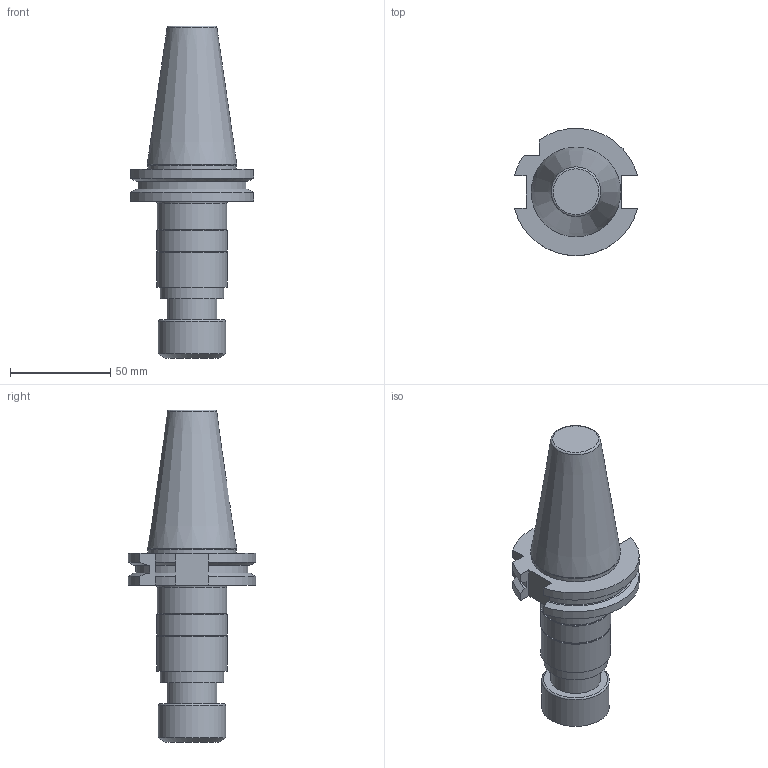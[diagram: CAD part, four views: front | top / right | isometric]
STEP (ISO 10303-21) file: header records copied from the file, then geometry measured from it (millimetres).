
FILE_DESCRIPTION(/* description */ (''),/* implementation_level */ '2;1');
FILE_NAME(/* name */ '1525686220293.stp',/* time_stamp */ '2018-05-07T11:43:56+02:00',/* author */ (''),/* organization */ ('SMS'),/* preprocessor_version */ 'ST-DEVELOPER v15',/* originating_system */ 'SIEMENS PLM Software NX 8.5',/* authorisation */ '');
FILE_SCHEMA (('AUTOMOTIVE_DESIGN { 1 0 10303 214 3 1 1 1 }'));
Length unit declared in the file: millimetre
Products named in the file (1): 201634612mod000_00
Bounding box: 61.4 x 63.49 x 165.45 mm (x, y, z)
Volume: 180425.3 mm3; surface area: 25871 mm2
Topology: 1 solids, 1 shells, 55 faces, 129 edges, 87 vertices
Faces by surface type: plane 24, cylinder 17, cone 11, torus 3
Full cylindrical faces by diameter (mm): 24.867 x1, 31.5 x1, 32.5 x1, 33.7 x1, 34.6 x1, 35 x2, 44 x1
Entity records: 1578 total; most frequent: CARTESIAN_POINT 303, DIRECTION 265, ORIENTED_EDGE 222, EDGE_CURVE 111, AXIS2_PLACEMENT_3D 107, VERTEX_POINT 82, EDGE_LOOP 79, ADVANCED_FACE 55
